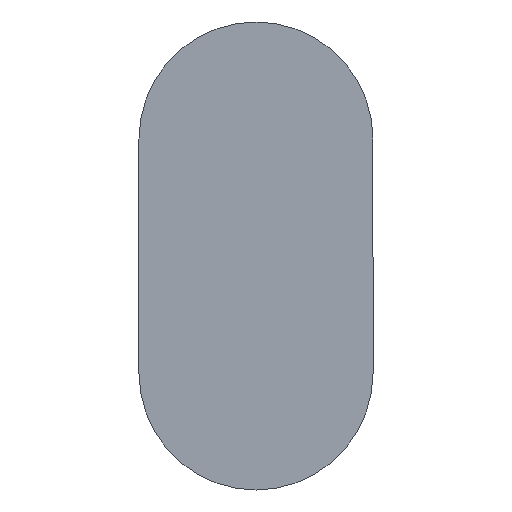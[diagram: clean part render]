
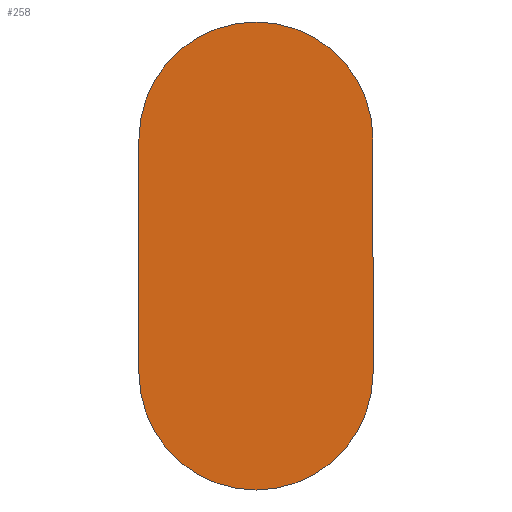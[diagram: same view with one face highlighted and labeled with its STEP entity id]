
A CAD part, front view. The second image highlights one B-rep face of the part: STEP entity #258.
In plain terms, the highlighted planar face has unit normal (0, -1, 0).
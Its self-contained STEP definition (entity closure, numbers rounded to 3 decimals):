
#24=PLANE('',#303);
#35=LINE('',#436,#53);
#40=LINE('',#450,#58);
#53=VECTOR('',#358,10.);
#58=VECTOR('',#371,10.);
#81=FACE_OUTER_BOUND('',#99,.T.);
#99=EDGE_LOOP('',(#238,#239,#240,#241));
#112=CIRCLE('',#295,10.);
#114=CIRCLE('',#299,10.);
#132=VERTEX_POINT('',#434);
#133=VERTEX_POINT('',#435);
#136=VERTEX_POINT('',#443);
#138=VERTEX_POINT('',#449);
#162=EDGE_CURVE('',#132,#133,#35,.T.);
#166=EDGE_CURVE('',#136,#133,#112,.T.);
#169=EDGE_CURVE('',#136,#138,#40,.T.);
#172=EDGE_CURVE('',#132,#138,#114,.T.);
#238=ORIENTED_EDGE('',*,*,#172,.F.);
#239=ORIENTED_EDGE('',*,*,#162,.T.);
#240=ORIENTED_EDGE('',*,*,#166,.F.);
#241=ORIENTED_EDGE('',*,*,#169,.T.);
#258=ADVANCED_FACE('',(#81),#24,.F.);
#295=AXIS2_PLACEMENT_3D('',#444,#364,#365);
#299=AXIS2_PLACEMENT_3D('',#455,#376,#377);
#303=AXIS2_PLACEMENT_3D('',#459,#384,#385);
#358=DIRECTION('',(0.,0.,-1.));
#364=DIRECTION('center_axis',(0.,1.,0.));
#365=DIRECTION('ref_axis',(1.,0.,0.));
#371=DIRECTION('',(0.,0.,1.));
#376=DIRECTION('center_axis',(0.,1.,0.));
#377=DIRECTION('ref_axis',(-1.,0.,0.));
#384=DIRECTION('center_axis',(0.,1.,0.));
#385=DIRECTION('ref_axis',(1.,0.,0.));
#434=CARTESIAN_POINT('',(-20.,0.,5.));
#435=CARTESIAN_POINT('',(-20.,0.,-15.));
#436=CARTESIAN_POINT('',(-20.,0.,5.));
#443=CARTESIAN_POINT('',(0.,0.,-15.));
#444=CARTESIAN_POINT('Origin',(-10.,0.,-15.));
#449=CARTESIAN_POINT('',(0.,0.,5.));
#450=CARTESIAN_POINT('',(0.,0.,-15.));
#455=CARTESIAN_POINT('Origin',(-10.,0.,5.));
#459=CARTESIAN_POINT('Origin',(-10.,0.,-5.));
